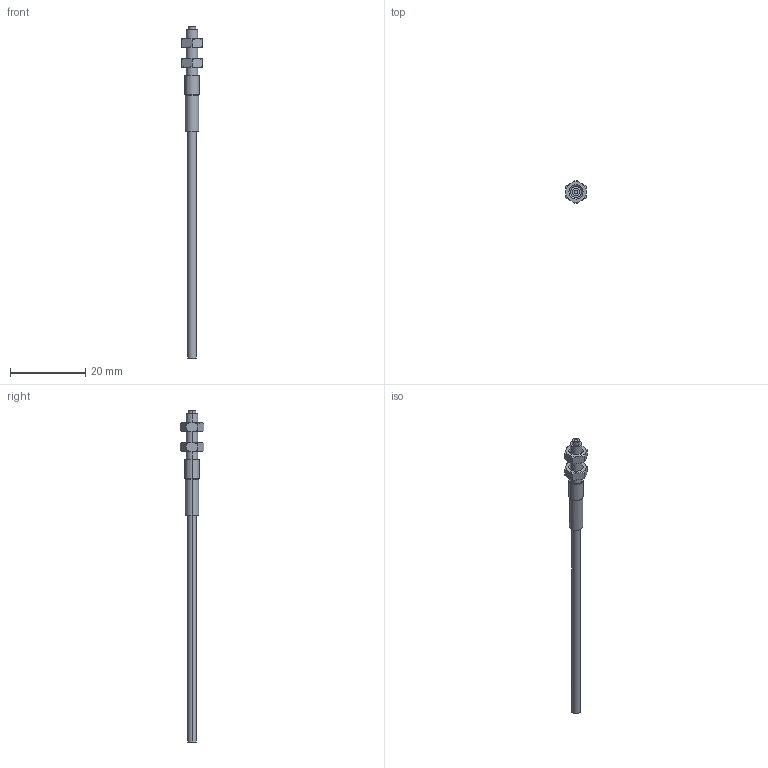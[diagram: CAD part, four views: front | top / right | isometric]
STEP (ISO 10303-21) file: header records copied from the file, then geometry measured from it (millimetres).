
FILE_DESCRIPTION((''),'2;1');
FILE_NAME('CAD2410_FT-320_SW0001','2016-09-08T',('cmozuch'),(''),'PRO/ENGINEER BY PARAMETRIC TECHNOLOGY CORPORATION, 2015440','PRO/ENGINEER BY PARAMETRIC TECHNOLOGY CORPORATION, 2015440','');
FILE_SCHEMA(('CONFIG_CONTROL_DESIGN'));
Length unit declared in the file: millimetre
Products named in the file (1): CAD2410_FT-320_SW0001
Bounding box: 5.4 x 6.24 x 88 mm (x, y, z)
Volume: 549.4 mm3; surface area: 857.5 mm2
Topology: 1 solids, 1 shells, 74 faces, 166 edges, 102 vertices
Faces by surface type: cone 34, plane 22, cylinder 16, torus 2
Entity records: 2931 total; most frequent: CARTESIAN_POINT 714, DIRECTION 346, ORIENTED_EDGE 332, EDGE_CURVE 166, AXIS2_PLACEMENT_3D 154, VERTEX_POINT 102, EDGE_LOOP 82, CIRCLE 80
